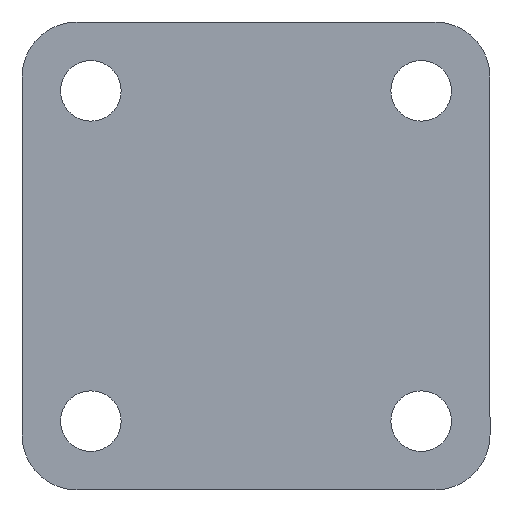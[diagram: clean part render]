
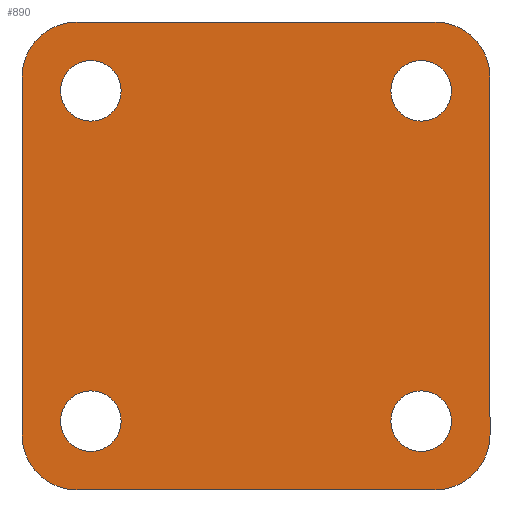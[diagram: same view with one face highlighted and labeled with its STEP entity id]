
A CAD part, front view. The second image highlights one B-rep face of the part: STEP entity #890.
In plain terms, the highlighted planar face has unit normal (0, -1, 0).
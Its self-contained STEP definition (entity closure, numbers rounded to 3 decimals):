
#890=ADVANCED_FACE('',(#2958,#2960,#2962,#2964,#2966),#2968,.T.);
#2958=FACE_BOUND('',#2959,.T.);
#2959=EDGE_LOOP('',(#4598,#4599,#4600,#4601,#4602,#4603,#4604,#4605));
#2960=FACE_BOUND('',#2961,.T.);
#2961=EDGE_LOOP('',(#4606));
#2962=FACE_BOUND('',#2963,.T.);
#2963=EDGE_LOOP('',(#4607));
#2964=FACE_BOUND('',#2965,.T.);
#2965=EDGE_LOOP('',(#4608));
#2966=FACE_BOUND('',#2967,.T.);
#2967=EDGE_LOOP('',(#4609));
#2968=PLANE('',#2969);
#2969=AXIS2_PLACEMENT_3D('',#2970,#2971,#2972);
#2970=CARTESIAN_POINT('',(23.5,-3.,-17.5));
#2971=DIRECTION('',(0.,-1.,0.));
#2972=DIRECTION('',(-1.,0.,0.));
#4598=ORIENTED_EDGE('',*,*,#5501,.T.);
#4599=ORIENTED_EDGE('',*,*,#5499,.T.);
#4600=ORIENTED_EDGE('',*,*,#5497,.T.);
#4601=ORIENTED_EDGE('',*,*,#5495,.T.);
#4602=ORIENTED_EDGE('',*,*,#5493,.T.);
#4603=ORIENTED_EDGE('',*,*,#5491,.T.);
#4604=ORIENTED_EDGE('',*,*,#5489,.T.);
#4605=ORIENTED_EDGE('',*,*,#5487,.T.);
#4606=ORIENTED_EDGE('',*,*,#5639,.T.);
#4607=ORIENTED_EDGE('',*,*,#5638,.T.);
#4608=ORIENTED_EDGE('',*,*,#5637,.T.);
#4609=ORIENTED_EDGE('',*,*,#5636,.T.);
#5487=EDGE_CURVE('',#6247,#6245,#6248,.T.);
#5489=EDGE_CURVE('',#6250,#6247,#6251,.T.);
#5491=EDGE_CURVE('',#6253,#6250,#6254,.T.);
#5493=EDGE_CURVE('',#6256,#6253,#6257,.T.);
#5495=EDGE_CURVE('',#6259,#6256,#6260,.T.);
#5497=EDGE_CURVE('',#6262,#6259,#6263,.T.);
#5499=EDGE_CURVE('',#6265,#6262,#6266,.T.);
#5501=EDGE_CURVE('',#6245,#6265,#6268,.T.);
#5636=EDGE_CURVE('',#6521,#6521,#6522,.F.);
#5637=EDGE_CURVE('',#6523,#6523,#6524,.F.);
#5638=EDGE_CURVE('',#6525,#6525,#6526,.F.);
#5639=EDGE_CURVE('',#6527,#6527,#6528,.F.);
#6245=VERTEX_POINT('',#7966);
#6247=VERTEX_POINT('',#7970);
#6248=LINE('',#7971,#7972);
#6250=VERTEX_POINT('',#7977);
#6251=CIRCLE('',#7978,10.);
#6253=VERTEX_POINT('',#7985);
#6254=LINE('',#7986,#7987);
#6256=VERTEX_POINT('',#7992);
#6257=CIRCLE('',#7993,10.);
#6259=VERTEX_POINT('',#8000);
#6260=LINE('',#8001,#8002);
#6262=VERTEX_POINT('',#8007);
#6263=CIRCLE('',#8008,10.);
#6265=VERTEX_POINT('',#8015);
#6266=LINE('',#8016,#8017);
#6268=CIRCLE('',#8022,10.);
#6521=VERTEX_POINT('',#8606);
#6522=CIRCLE('',#8607,5.5);
#6523=VERTEX_POINT('',#8611);
#6524=CIRCLE('',#8612,5.5);
#6525=VERTEX_POINT('',#8616);
#6526=CIRCLE('',#8617,5.5);
#6527=VERTEX_POINT('',#8621);
#6528=CIRCLE('',#8622,5.5);
#7966=CARTESIAN_POINT('',(-9.,-3.,25.));
#7970=CARTESIAN_POINT('',(56.,-3.,25.));
#7971=CARTESIAN_POINT('',(56.,-3.,25.));
#7972=VECTOR('',#7973,1.);
#7973=DIRECTION('',(-1.,0.,0.));
#7977=CARTESIAN_POINT('',(66.,-3.,15.));
#7978=AXIS2_PLACEMENT_3D('',#7979,#7980,#7981);
#7979=CARTESIAN_POINT('',(56.,-3.,15.));
#7980=DIRECTION('',(0.,-1.,0.));
#7981=DIRECTION('',(1.,0.,0.));
#7985=CARTESIAN_POINT('',(66.,-3.,-50.));
#7986=CARTESIAN_POINT('',(66.,-3.,-50.));
#7987=VECTOR('',#7988,1.);
#7988=DIRECTION('',(0.,0.,1.));
#7992=CARTESIAN_POINT('',(56.,-3.,-60.));
#7993=AXIS2_PLACEMENT_3D('',#7994,#7995,#7996);
#7994=CARTESIAN_POINT('',(56.,-3.,-50.));
#7995=DIRECTION('',(0.,-1.,0.));
#7996=DIRECTION('',(0.,0.,-1.));
#8000=CARTESIAN_POINT('',(-9.,-3.,-60.));
#8001=CARTESIAN_POINT('',(-9.,-3.,-60.));
#8002=VECTOR('',#8003,1.);
#8003=DIRECTION('',(1.,0.,0.));
#8007=CARTESIAN_POINT('',(-19.,-3.,-50.));
#8008=AXIS2_PLACEMENT_3D('',#8009,#8010,#8011);
#8009=CARTESIAN_POINT('',(-9.,-3.,-50.));
#8010=DIRECTION('',(0.,-1.,0.));
#8011=DIRECTION('',(-1.,0.,0.));
#8015=CARTESIAN_POINT('',(-19.,-3.,15.));
#8016=CARTESIAN_POINT('',(-19.,-3.,15.));
#8017=VECTOR('',#8018,1.);
#8018=DIRECTION('',(0.,0.,-1.));
#8022=AXIS2_PLACEMENT_3D('',#8023,#8024,#8025);
#8023=CARTESIAN_POINT('',(-9.,-3.,15.));
#8024=DIRECTION('',(0.,-1.,0.));
#8025=DIRECTION('',(0.,0.,1.));
#8606=CARTESIAN_POINT('',(48.,-3.,-47.5));
#8607=AXIS2_PLACEMENT_3D('',#8608,#8609,#8610);
#8608=CARTESIAN_POINT('',(53.5,-3.,-47.5));
#8609=DIRECTION('',(0.,-1.,0.));
#8610=DIRECTION('',(-1.,0.,0.));
#8611=CARTESIAN_POINT('',(48.,-3.,12.5));
#8612=AXIS2_PLACEMENT_3D('',#8613,#8614,#8615);
#8613=CARTESIAN_POINT('',(53.5,-3.,12.5));
#8614=DIRECTION('',(0.,-1.,0.));
#8615=DIRECTION('',(-1.,0.,0.));
#8616=CARTESIAN_POINT('',(-12.,-3.,-47.5));
#8617=AXIS2_PLACEMENT_3D('',#8618,#8619,#8620);
#8618=CARTESIAN_POINT('',(-6.5,-3.,-47.5));
#8619=DIRECTION('',(0.,-1.,0.));
#8620=DIRECTION('',(-1.,0.,0.));
#8621=CARTESIAN_POINT('',(-12.,-3.,12.5));
#8622=AXIS2_PLACEMENT_3D('',#8623,#8624,#8625);
#8623=CARTESIAN_POINT('',(-6.5,-3.,12.5));
#8624=DIRECTION('',(0.,-1.,0.));
#8625=DIRECTION('',(-1.,0.,0.));
